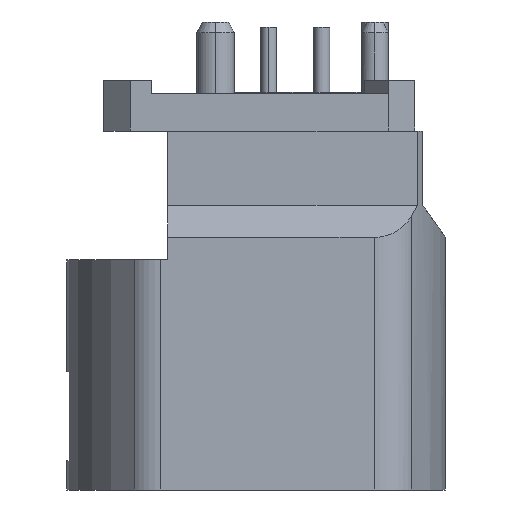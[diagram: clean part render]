
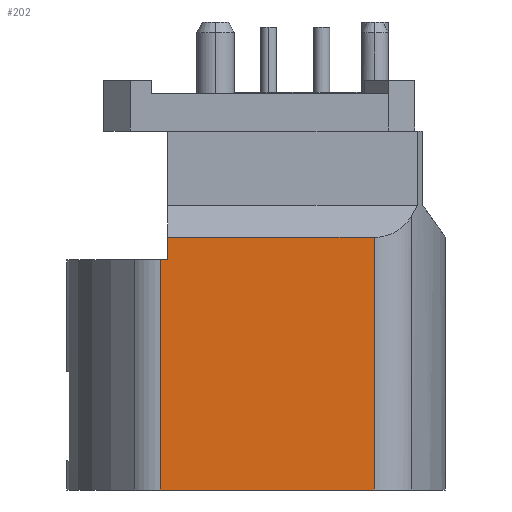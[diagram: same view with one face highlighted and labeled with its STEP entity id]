
A CAD part, left-side view. The second image highlights one B-rep face of the part: STEP entity #202.
In plain terms, the highlighted planar face has unit normal (-1, 0, 0).
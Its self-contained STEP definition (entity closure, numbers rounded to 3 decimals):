
#62=PLANE('',#3187);
#202=ADVANCED_FACE('',(#420),#62,.T.);
#420=FACE_OUTER_BOUND('',#580,.T.);
#580=EDGE_LOOP('',(#1457,#1458,#1459,#1460,#1461,#1462));
#769=LINE('',#4442,#1070);
#795=LINE('',#4553,#1096);
#797=LINE('',#4559,#1098);
#798=LINE('',#4561,#1099);
#799=LINE('',#4563,#1100);
#800=LINE('',#4565,#1101);
#1070=VECTOR('',#3497,1.);
#1096=VECTOR('',#3595,1.);
#1098=VECTOR('',#3601,1.);
#1099=VECTOR('',#3604,1.);
#1100=VECTOR('',#3605,1.);
#1101=VECTOR('',#3606,1.);
#1457=ORIENTED_EDGE('',*,*,#2637,.T.);
#1458=ORIENTED_EDGE('',*,*,#2640,.F.);
#1459=ORIENTED_EDGE('',*,*,#2641,.F.);
#1460=ORIENTED_EDGE('',*,*,#2642,.F.);
#1461=ORIENTED_EDGE('',*,*,#2643,.T.);
#1462=ORIENTED_EDGE('',*,*,#2586,.T.);
#2281=VERTEX_POINT('',#4441);
#2282=VERTEX_POINT('',#4443);
#2327=VERTEX_POINT('',#4554);
#2328=VERTEX_POINT('',#4558);
#2329=VERTEX_POINT('',#4562);
#2330=VERTEX_POINT('',#4564);
#2586=EDGE_CURVE('',#2282,#2281,#769,.T.);
#2637=EDGE_CURVE('',#2281,#2327,#795,.T.);
#2640=EDGE_CURVE('',#2328,#2327,#797,.T.);
#2641=EDGE_CURVE('',#2329,#2328,#798,.T.);
#2642=EDGE_CURVE('',#2330,#2329,#799,.T.);
#2643=EDGE_CURVE('',#2330,#2282,#800,.T.);
#3187=AXIS2_PLACEMENT_3D('',#4566,#3607,#3608);
#3497=DIRECTION('',(0.,-1.,0.));
#3595=DIRECTION('',(0.,0.,1.));
#3601=DIRECTION('',(0.,-1.,0.));
#3604=DIRECTION('',(0.,0.,1.));
#3605=DIRECTION('',(0.,-1.,0.));
#3606=DIRECTION('',(0.,0.,-1.));
#3607=DIRECTION('',(-1.,0.,0.));
#3608=DIRECTION('',(0.,-1.,0.));
#4441=CARTESIAN_POINT('',(-6.,-2.966,-13.85));
#4442=CARTESIAN_POINT('',(-6.,5.069,-13.85));
#4443=CARTESIAN_POINT('',(-6.,5.069,-13.85));
#4553=CARTESIAN_POINT('',(-6.,-2.966,-13.85));
#4554=CARTESIAN_POINT('',(-6.,-2.966,-4.35));
#4558=CARTESIAN_POINT('',(-6.,4.8,-4.35));
#4559=CARTESIAN_POINT('',(-6.,4.3,-4.35));
#4561=CARTESIAN_POINT('',(-6.,4.8,-0.35));
#4562=CARTESIAN_POINT('',(-6.,4.8,-5.2));
#4563=CARTESIAN_POINT('',(-6.,5.069,-5.2));
#4564=CARTESIAN_POINT('',(-6.,5.069,-5.2));
#4565=CARTESIAN_POINT('',(-6.,5.069,-5.2));
#4566=CARTESIAN_POINT('',(-6.,-5.65,-0.35));
